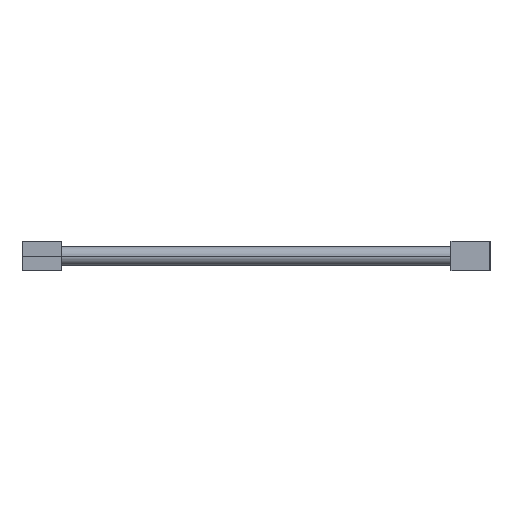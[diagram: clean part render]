
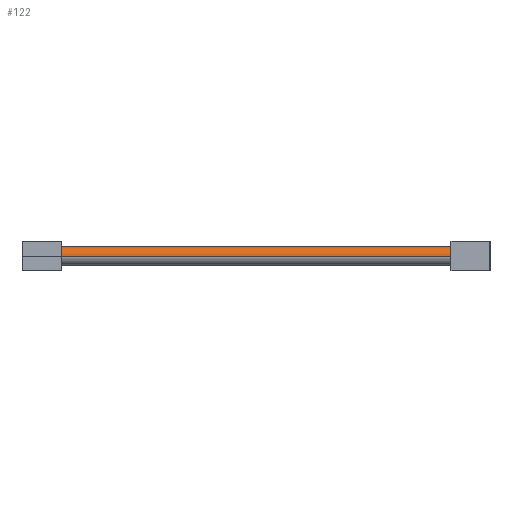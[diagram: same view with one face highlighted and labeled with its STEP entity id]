
A CAD part, front view. The second image highlights one B-rep face of the part: STEP entity #122.
In plain terms, the highlighted cylindrical face has radius 6.35 mm (diameter 12.7 mm), a partial arc.
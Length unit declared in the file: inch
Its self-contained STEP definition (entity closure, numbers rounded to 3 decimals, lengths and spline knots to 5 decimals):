
#1 = AXIS2_PLACEMENT_3D ( 'NONE', #201, #33, #477 ) ;
#13 = VECTOR ( 'NONE', #165, 39.37008 ) ;
#33 = DIRECTION ( 'NONE',  ( -1., 0., 0. ) ) ;
#34 = CARTESIAN_POINT ( 'NONE',  ( 7., -30.38, 0.375 ) ) ;
#62 = FACE_OUTER_BOUND ( 'NONE', #440, .T. ) ;
#89 = CARTESIAN_POINT ( 'NONE',  ( 7., -30.38, 0.375 ) ) ;
#98 = CIRCLE ( 'NONE', #1, 0.25 ) ;
#119 = EDGE_CURVE ( 'NONE', #500, #443, #268, .T. ) ;
#122 = ADVANCED_FACE ( 'NONE', ( #62 ), #150, .T. ) ;
#144 = DIRECTION ( 'NONE',  ( 0., -1., 0. ) ) ;
#147 = ORIENTED_EDGE ( 'NONE', *, *, #119, .T. ) ;
#150 = CYLINDRICAL_SURFACE ( 'NONE', #487, 0.25 ) ;
#151 = AXIS2_PLACEMENT_3D ( 'NONE', #421, #275, #546 ) ;
#161 = CARTESIAN_POINT ( 'NONE',  ( 7., -30.88, 0.375 ) ) ;
#165 = DIRECTION ( 'NONE',  ( -1., 0., 0. ) ) ;
#197 = ORIENTED_EDGE ( 'NONE', *, *, #346, .T. ) ;
#200 = DIRECTION ( 'NONE',  ( -1., 0., 0. ) ) ;
#201 = CARTESIAN_POINT ( 'NONE',  ( -4., -30.63, 0.375 ) ) ;
#236 = LINE ( 'NONE', #161, #13 ) ;
#238 = CARTESIAN_POINT ( 'NONE',  ( -4., -30.38, 0.375 ) ) ;
#244 = EDGE_CURVE ( 'NONE', #398, #273, #98, .T. ) ;
#268 = CIRCLE ( 'NONE', #151, 0.25 ) ;
#270 = ORIENTED_EDGE ( 'NONE', *, *, #429, .F. ) ;
#273 = VERTEX_POINT ( 'NONE', #238 ) ;
#275 = DIRECTION ( 'NONE',  ( -1., 0., 0. ) ) ;
#293 = CARTESIAN_POINT ( 'NONE',  ( -4., -30.88, 0.375 ) ) ;
#319 = LINE ( 'NONE', #34, #412 ) ;
#346 = EDGE_CURVE ( 'NONE', #443, #273, #319, .T. ) ;
#398 = VERTEX_POINT ( 'NONE', #293 ) ;
#412 = VECTOR ( 'NONE', #200, 39.37008 ) ;
#421 = CARTESIAN_POINT ( 'NONE',  ( 7., -30.63, 0.375 ) ) ;
#429 = EDGE_CURVE ( 'NONE', #500, #398, #236, .T. ) ;
#440 = EDGE_LOOP ( 'NONE', ( #147, #197, #471, #270 ) ) ;
#443 = VERTEX_POINT ( 'NONE', #89 ) ;
#468 = DIRECTION ( 'NONE',  ( -1., 0., 0. ) ) ;
#471 = ORIENTED_EDGE ( 'NONE', *, *, #244, .F. ) ;
#477 = DIRECTION ( 'NONE',  ( 0., -1., 0. ) ) ;
#481 = CARTESIAN_POINT ( 'NONE',  ( 7., -30.88, 0.375 ) ) ;
#487 = AXIS2_PLACEMENT_3D ( 'NONE', #508, #468, #144 ) ;
#500 = VERTEX_POINT ( 'NONE', #481 ) ;
#508 = CARTESIAN_POINT ( 'NONE',  ( 7., -30.63, 0.375 ) ) ;
#546 = DIRECTION ( 'NONE',  ( 0., -1., 0. ) ) ;
